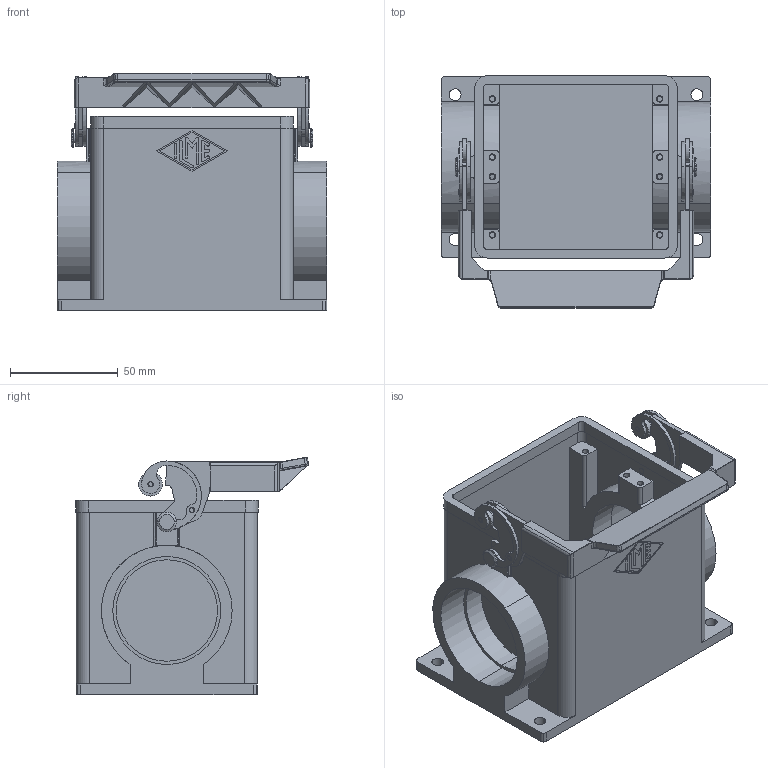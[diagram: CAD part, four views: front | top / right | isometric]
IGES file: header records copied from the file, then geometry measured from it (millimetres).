
Global section: file name: No Iges File Name specified; native system: AutoDesk Inventor R6.1; preprocessor: AutoDesk Inventor Iges Exporter R6.1; author: No Author specified; organization: No Organization specified; date: 20061219.135631; units: millimetre
Bounding box: 125 x 107.84 x 109.98 mm (x, y, z)
Volume: 235747.9 mm3; surface area: 106311.9 mm2
Topology: 4 solids, 4 shells, 497 faces, 1305 edges, 850 vertices
Faces by surface type: plane 170, bspline 164, cylinder 85, revolution 64, torus 10, cone 4
